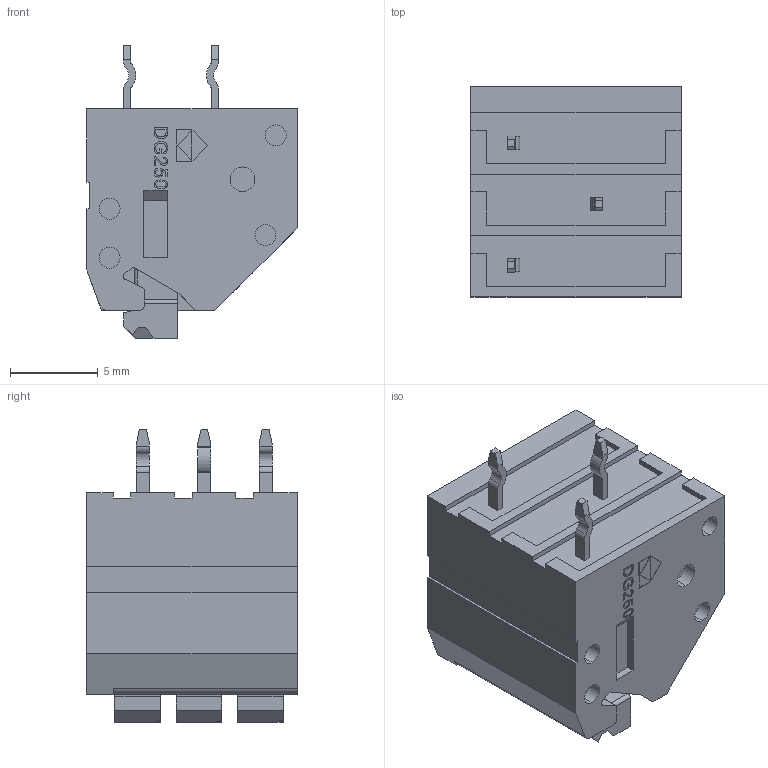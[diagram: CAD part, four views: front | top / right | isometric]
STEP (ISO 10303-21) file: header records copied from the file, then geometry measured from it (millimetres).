
FILE_DESCRIPTION((''),'2;1');
FILE_NAME('DG250-3_5-XXP-1Y-00A_','2022-06-30T',('BYH'),(''),'CREO PARAMETRIC BY PTC INC, 2014350','CREO PARAMETRIC BY PTC INC, 2014350','');
FILE_SCHEMA(('AUTOMOTIVE_DESIGN { 1 0 10303 214 1 1 1 1 }'));
Length unit declared in the file: millimetre
Products named in the file (1): DG250-3_5-XXP-1Y-00A_
Bounding box: 12 x 12 x 16.7 mm (x, y, z)
Volume: 1408.9 mm3; surface area: 1084.9 mm2
Topology: 1 solids, 1 shells, 546 faces, 1588 edges, 1062 vertices
Faces by surface type: plane 471, cylinder 65, cone 10
Entity records: 18090 total; most frequent: CARTESIAN_POINT 3434, ORIENTED_EDGE 3176, DIRECTION 2776, EDGE_CURVE 1588, VECTOR 1390, LINE 1390, VERTEX_POINT 1062, AXIS2_PLACEMENT_3D 693
